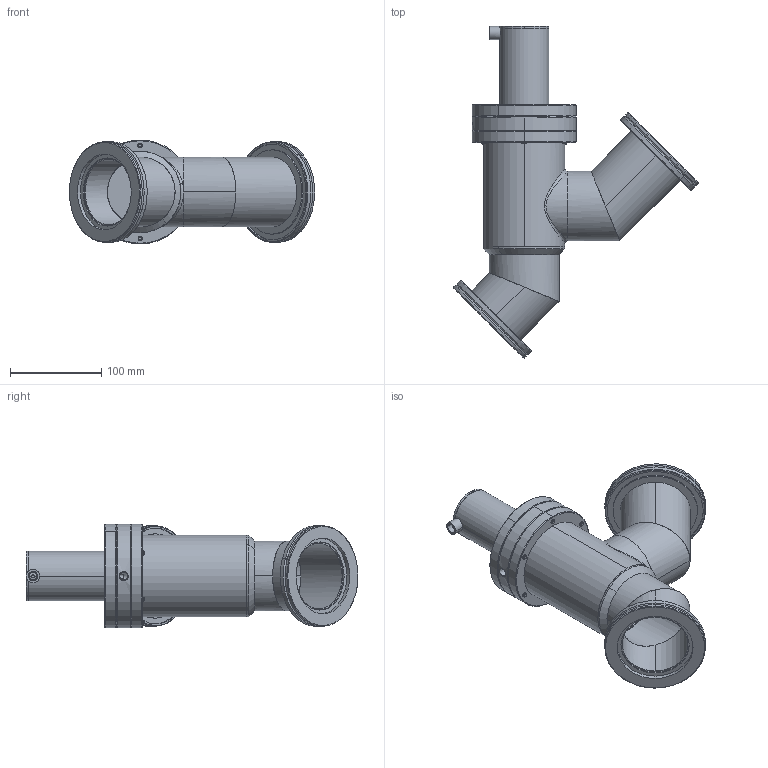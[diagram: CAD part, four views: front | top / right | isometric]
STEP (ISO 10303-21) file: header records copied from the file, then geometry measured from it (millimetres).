
FILE_DESCRIPTION (( 'STEP AP203' ), '1' );
FILE_NAME ('AIVPA-S07200.STEP', '2023-06-22T21:06:00', ( '' ), ( '' ), 'SwSTEP 2.0', 'SolidWorks 2020', '' );
FILE_SCHEMA (( 'CONFIG_CONTROL_DESIGN' ));
Length unit declared in the file: inch
Products named in the file (1): AIVPA-S07200
Bounding box: 268.29 x 363.03 x 113.66 mm (x, y, z)
Volume: 619615.3 mm3; surface area: 333131.6 mm2
Topology: 21 solids, 21 shells, 1161 faces, 3065 edges, 1979 vertices
Faces by surface type: cylinder 862, cone 152, plane 123, bspline 16, torus 8
Entity records: 59520 total; most frequent: CARTESIAN_POINT 34607, ORIENTED_EDGE 6126, DIRECTION 4382, EDGE_CURVE 3063, VERTEX_POINT 1979, AXIS2_PLACEMENT_3D 1671, EDGE_LOOP 1266, ADVANCED_FACE 1161
